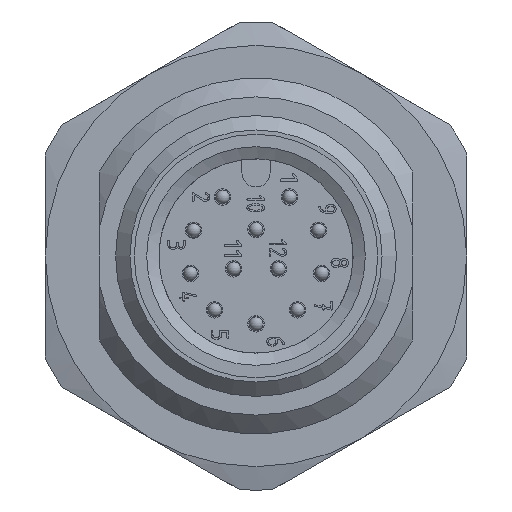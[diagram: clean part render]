
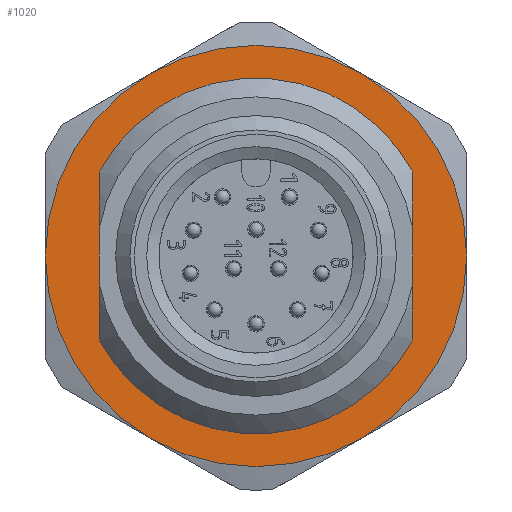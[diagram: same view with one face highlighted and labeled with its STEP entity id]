
A CAD part, left-side view. The second image highlights one B-rep face of the part: STEP entity #1020.
In plain terms, the highlighted planar face has unit normal (-1, 0, 0).
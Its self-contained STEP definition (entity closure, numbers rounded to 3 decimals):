
#241=FACE_BOUND('',#1797,.T.);
#242=FACE_BOUND('',#1798,.T.);
#536=PLANE('',#6435);
#1020=ADVANCED_FACE('',(#241,#242),#536,.T.);
#1797=EDGE_LOOP('',(#3132,#3133,#3134,#3135,#3136,#3137));
#1798=EDGE_LOOP('',(#3138,#3139,#3140,#3141));
#2368=LINE('',#8631,#2699);
#2369=LINE('',#8636,#2700);
#2699=VECTOR('',#7051,1.);
#2700=VECTOR('',#7054,1.);
#3132=ORIENTED_EDGE('',*,*,#5360,.T.);
#3133=ORIENTED_EDGE('',*,*,#5361,.T.);
#3134=ORIENTED_EDGE('',*,*,#5362,.T.);
#3135=ORIENTED_EDGE('',*,*,#5363,.T.);
#3136=ORIENTED_EDGE('',*,*,#5364,.T.);
#3137=ORIENTED_EDGE('',*,*,#5365,.T.);
#3138=ORIENTED_EDGE('',*,*,#5366,.F.);
#3139=ORIENTED_EDGE('',*,*,#5367,.T.);
#3140=ORIENTED_EDGE('',*,*,#5368,.F.);
#3141=ORIENTED_EDGE('',*,*,#5369,.T.);
#4763=VERTEX_POINT('',#8620);
#4764=VERTEX_POINT('',#8621);
#4765=VERTEX_POINT('',#8623);
#4766=VERTEX_POINT('',#8625);
#4767=VERTEX_POINT('',#8627);
#4768=VERTEX_POINT('',#8629);
#4769=VERTEX_POINT('',#8632);
#4770=VERTEX_POINT('',#8633);
#4771=VERTEX_POINT('',#8635);
#4772=VERTEX_POINT('',#8637);
#5360=EDGE_CURVE('',#4763,#4764,#6170,.T.);
#5361=EDGE_CURVE('',#4764,#4765,#6171,.T.);
#5362=EDGE_CURVE('',#4765,#4766,#6172,.T.);
#5363=EDGE_CURVE('',#4766,#4767,#6173,.T.);
#5364=EDGE_CURVE('',#4767,#4768,#6174,.T.);
#5365=EDGE_CURVE('',#4768,#4763,#6175,.T.);
#5366=EDGE_CURVE('',#4769,#4770,#2368,.T.);
#5367=EDGE_CURVE('',#4769,#4771,#6176,.T.);
#5368=EDGE_CURVE('',#4772,#4771,#2369,.T.);
#5369=EDGE_CURVE('',#4772,#4770,#6177,.T.);
#6170=CIRCLE('',#6427,9.);
#6171=CIRCLE('',#6428,9.);
#6172=CIRCLE('',#6429,9.);
#6173=CIRCLE('',#6430,9.);
#6174=CIRCLE('',#6431,9.);
#6175=CIRCLE('',#6432,9.);
#6176=CIRCLE('',#6433,7.6);
#6177=CIRCLE('',#6434,7.6);
#6427=AXIS2_PLACEMENT_3D('',#8619,#7039,#7040);
#6428=AXIS2_PLACEMENT_3D('',#8622,#7041,#7042);
#6429=AXIS2_PLACEMENT_3D('',#8624,#7043,#7044);
#6430=AXIS2_PLACEMENT_3D('',#8626,#7045,#7046);
#6431=AXIS2_PLACEMENT_3D('',#8628,#7047,#7048);
#6432=AXIS2_PLACEMENT_3D('',#8630,#7049,#7050);
#6433=AXIS2_PLACEMENT_3D('',#8634,#7052,#7053);
#6434=AXIS2_PLACEMENT_3D('',#8638,#7055,#7056);
#6435=AXIS2_PLACEMENT_3D('',#8639,#7057,#7058);
#7039=DIRECTION('',(-1.,0.,0.));
#7040=DIRECTION('',(0.,0.,1.));
#7041=DIRECTION('',(-1.,0.,0.));
#7042=DIRECTION('',(0.,0.,1.));
#7043=DIRECTION('',(-1.,0.,0.));
#7044=DIRECTION('',(0.,0.,1.));
#7045=DIRECTION('',(-1.,0.,0.));
#7046=DIRECTION('',(0.,0.,1.));
#7047=DIRECTION('',(-1.,0.,0.));
#7048=DIRECTION('',(0.,0.,1.));
#7049=DIRECTION('',(-1.,0.,0.));
#7050=DIRECTION('',(0.,0.,1.));
#7051=DIRECTION('',(0.,0.,-1.));
#7052=DIRECTION('',(1.,0.,0.));
#7053=DIRECTION('',(0.,0.,1.));
#7054=DIRECTION('',(0.,0.,1.));
#7055=DIRECTION('',(1.,0.,0.));
#7056=DIRECTION('',(0.,0.,1.));
#7057=DIRECTION('',(-1.,0.,0.));
#7058=DIRECTION('',(0.,0.,1.));
#8619=CARTESIAN_POINT('',(13.2,0.,0.));
#8620=CARTESIAN_POINT('',(13.2,-9.,0.));
#8621=CARTESIAN_POINT('',(13.2,-4.5,7.794));
#8622=CARTESIAN_POINT('',(13.2,0.,0.));
#8623=CARTESIAN_POINT('',(13.2,4.5,7.794));
#8624=CARTESIAN_POINT('',(13.2,0.,0.));
#8625=CARTESIAN_POINT('',(13.2,9.,0.));
#8626=CARTESIAN_POINT('',(13.2,0.,0.));
#8627=CARTESIAN_POINT('',(13.2,4.5,-7.794));
#8628=CARTESIAN_POINT('',(13.2,0.,0.));
#8629=CARTESIAN_POINT('',(13.2,-4.5,-7.794));
#8630=CARTESIAN_POINT('',(13.2,0.,0.));
#8631=CARTESIAN_POINT('',(13.2,6.7,-3.587));
#8632=CARTESIAN_POINT('',(13.2,6.7,3.587));
#8633=CARTESIAN_POINT('',(13.2,6.7,-3.587));
#8634=CARTESIAN_POINT('',(13.2,0.,0.));
#8635=CARTESIAN_POINT('',(13.2,-6.7,3.587));
#8636=CARTESIAN_POINT('',(13.2,-6.7,3.587));
#8637=CARTESIAN_POINT('',(13.2,-6.7,-3.587));
#8638=CARTESIAN_POINT('',(13.2,0.,0.));
#8639=CARTESIAN_POINT('',(13.2,0.,0.));
